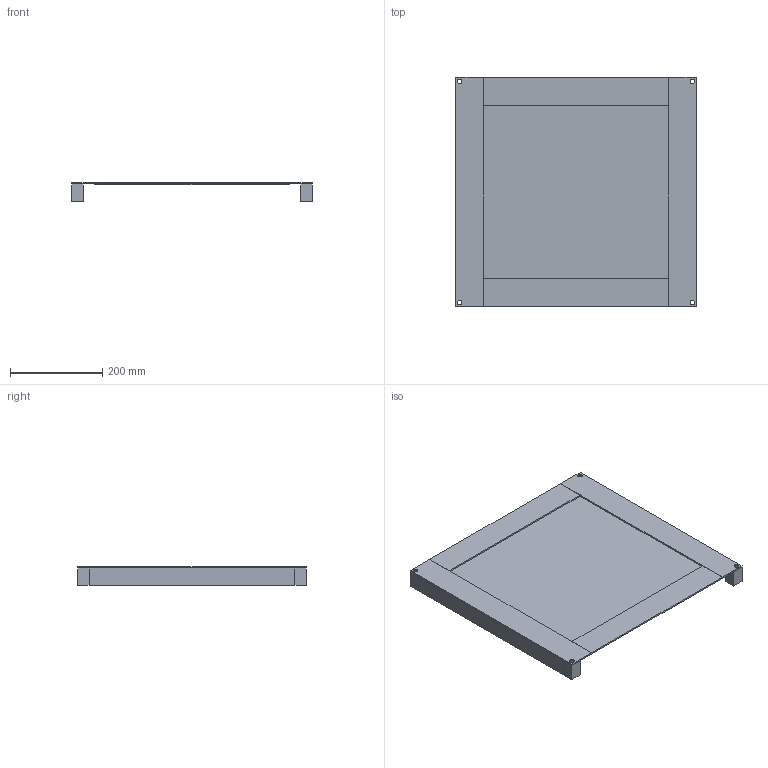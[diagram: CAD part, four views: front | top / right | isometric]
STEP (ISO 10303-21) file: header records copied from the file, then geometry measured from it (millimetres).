
FILE_DESCRIPTION (( 'STEP AP203' ), '1' );
FILE_NAME ('302N06S04-飛輪護罩.STEP', '2023-10-02T08:29:07', ( '' ), ( '' ), 'SwSTEP 2.0', 'SolidWorks 2018', '' );
FILE_SCHEMA (( 'CONFIG_CONTROL_DESIGN' ));
Length unit declared in the file: millimetre
Products named in the file (1): 302N06S04-飛輪護罩
Bounding box: 522 x 497 x 41.2 mm (x, y, z)
Volume: 799268.6 mm3; surface area: 666918.3 mm2
Topology: 11 solids, 11 shells, 74 faces, 158 edges, 106 vertices
Faces by surface type: plane 66, cylinder 8
Full cylindrical faces by diameter (mm): 10 x8
Entity records: 2005 total; most frequent: CARTESIAN_POINT 327, DIRECTION 314, ORIENTED_EDGE 296, EDGE_CURVE 148, VECTOR 132, LINE 132, VERTEX_POINT 104, EDGE_LOOP 98
